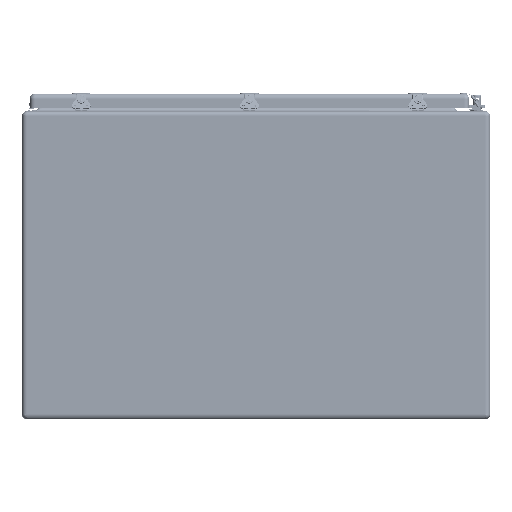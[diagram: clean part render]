
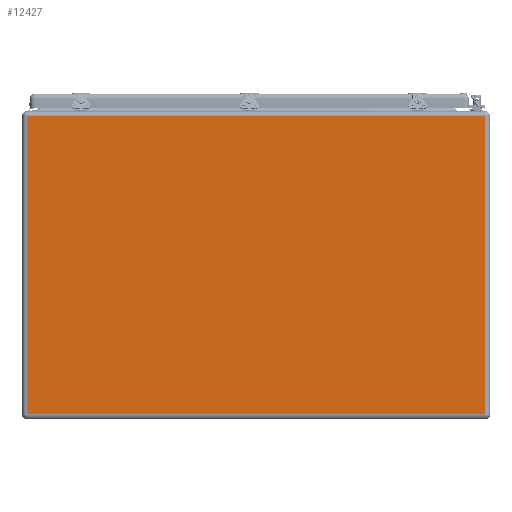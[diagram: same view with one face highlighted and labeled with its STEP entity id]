
A CAD part, front view. The second image highlights one B-rep face of the part: STEP entity #12427.
In plain terms, the highlighted face is planar.
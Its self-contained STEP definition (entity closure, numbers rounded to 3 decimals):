
#1183=LINE($,#19788,#1861);
#1184=LINE($,#19790,#1862);
#1185=LINE($,#19792,#1863);
#1186=LINE($,#19793,#1864);
#1861=VECTOR($,#15184,35.75);
#1862=VECTOR($,#15185,23.271);
#1863=VECTOR($,#15186,35.75);
#1864=VECTOR($,#15187,23.271);
#2582=PLANE($,#13325);
#4063=FACE_OUTER_BOUND($,#4843,.T.);
#4843=EDGE_LOOP($,(#9047,#9048,#9049,#9050));
#6267=VERTEX_POINT($,#19786);
#6268=VERTEX_POINT($,#19787);
#6269=VERTEX_POINT($,#19789);
#6270=VERTEX_POINT($,#19791);
#7436=EDGE_CURVE($,#6267,#6268,#1183,.T.);
#7437=EDGE_CURVE($,#6269,#6267,#1184,.T.);
#7438=EDGE_CURVE($,#6270,#6269,#1185,.T.);
#7439=EDGE_CURVE($,#6268,#6270,#1186,.T.);
#9047=ORIENTED_EDGE($,*,*,#7436,.F.);
#9048=ORIENTED_EDGE($,*,*,#7437,.F.);
#9049=ORIENTED_EDGE($,*,*,#7438,.F.);
#9050=ORIENTED_EDGE($,*,*,#7439,.F.);
#12427=ADVANCED_FACE($,(#4063),#2582,.F.);
#13325=AXIS2_PLACEMENT_3D($,#19785,#15182,#15183);
#15182=DIRECTION('center_axis',(0.,0.,1.));
#15183=DIRECTION('ref_axis',(1.,0.,0.));
#15184=DIRECTION($,(1.,0.,0.));
#15185=DIRECTION($,(0.,-1.,0.));
#15186=DIRECTION($,(-1.,0.,0.));
#15187=DIRECTION($,(0.,1.,0.));
#19785=CARTESIAN_POINT('Origin',(0.015,12.344,-36.25));
#19786=CARTESIAN_POINT('',(-17.875,0.125,-36.25));
#19787=CARTESIAN_POINT('',(17.875,0.125,-36.25));
#19788=CARTESIAN_POINT($,(-17.875,0.125,-36.25));
#19789=CARTESIAN_POINT('',(-17.875,23.396,-36.25));
#19790=CARTESIAN_POINT($,(-17.875,23.396,-36.25));
#19791=CARTESIAN_POINT('',(17.875,23.396,-36.25));
#19792=CARTESIAN_POINT($,(17.875,23.396,-36.25));
#19793=CARTESIAN_POINT($,(17.875,0.125,-36.25));
